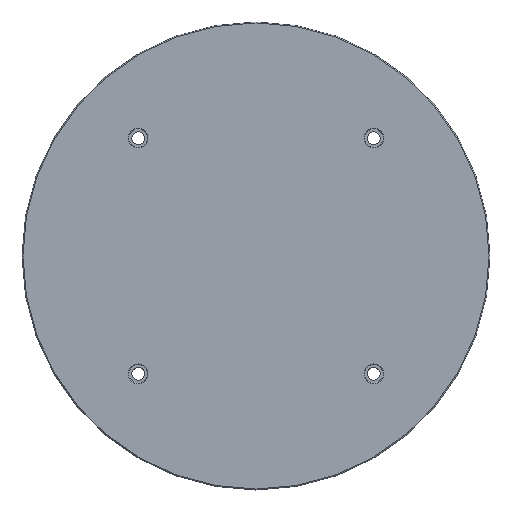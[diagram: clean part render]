
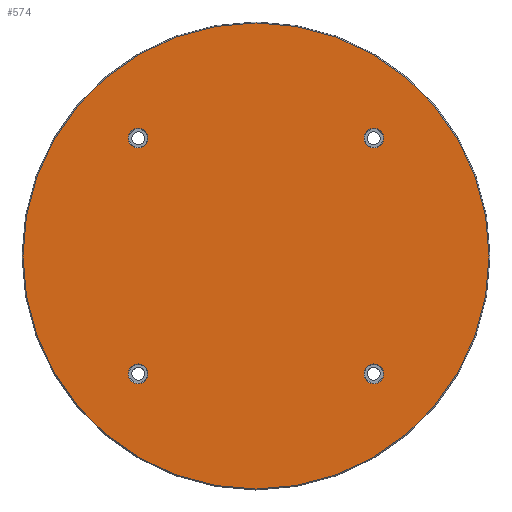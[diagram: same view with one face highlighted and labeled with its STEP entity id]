
A CAD part, top view. The second image highlights one B-rep face of the part: STEP entity #574.
In plain terms, the highlighted planar face has unit normal (0, 0, 1).
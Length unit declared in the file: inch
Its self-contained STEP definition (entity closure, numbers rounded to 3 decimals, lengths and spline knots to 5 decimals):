
#1 = EDGE_LOOP ( 'NONE', ( #32, #554 ) ) ;
#4 = EDGE_CURVE ( 'NONE', #913, #218, #5, .T. ) ;
#5 = CIRCLE ( 'NONE', #410, 0.41339 ) ;
#18 = CARTESIAN_POINT ( 'NONE',  ( 4.96, 4.96, 0.98425 ) ) ;
#21 = VERTEX_POINT ( 'NONE', #764 ) ;
#32 = ORIENTED_EDGE ( 'NONE', *, *, #865, .F. ) ;
#49 = CARTESIAN_POINT ( 'NONE',  ( 4.96, -4.96, 0.98425 ) ) ;
#52 = FACE_BOUND ( 'NONE', #370, .T. ) ;
#66 = AXIS2_PLACEMENT_3D ( 'NONE', #79, #146, #553 ) ;
#67 = AXIS2_PLACEMENT_3D ( 'NONE', #305, #399, #649 ) ;
#69 = DIRECTION ( 'NONE',  ( 1., 0., 0. ) ) ;
#79 = CARTESIAN_POINT ( 'NONE',  ( 4.96, -4.96, 0.98425 ) ) ;
#103 = CIRCLE ( 'NONE', #67, 0.41339 ) ;
#108 = EDGE_LOOP ( 'NONE', ( #206, #469 ) ) ;
#119 = AXIS2_PLACEMENT_3D ( 'NONE', #423, #1007, #343 ) ;
#125 = CARTESIAN_POINT ( 'NONE',  ( 0., 0., 0.98425 ) ) ;
#127 = VERTEX_POINT ( 'NONE', #538 ) ;
#130 = EDGE_CURVE ( 'NONE', #671, #924, #189, .T. ) ;
#146 = DIRECTION ( 'NONE',  ( 0., 0., 1. ) ) ;
#152 = ORIENTED_EDGE ( 'NONE', *, *, #284, .F. ) ;
#174 = DIRECTION ( 'NONE',  ( 0., 0., 1. ) ) ;
#188 = DIRECTION ( 'NONE',  ( 1., 0., 0. ) ) ;
#189 = CIRCLE ( 'NONE', #652, 0.41339 ) ;
#204 = FACE_BOUND ( 'NONE', #108, .T. ) ;
#206 = ORIENTED_EDGE ( 'NONE', *, *, #489, .F. ) ;
#218 = VERTEX_POINT ( 'NONE', #906 ) ;
#222 = EDGE_CURVE ( 'NONE', #743, #127, #339, .T. ) ;
#226 = CARTESIAN_POINT ( 'NONE',  ( 0., 0., 0.98425 ) ) ;
#245 = CARTESIAN_POINT ( 'NONE',  ( 9.81063, 0., 0.98425 ) ) ;
#275 = EDGE_LOOP ( 'NONE', ( #152, #874 ) ) ;
#284 = EDGE_CURVE ( 'NONE', #924, #671, #425, .T. ) ;
#289 = FACE_BOUND ( 'NONE', #1, .T. ) ;
#298 = CARTESIAN_POINT ( 'NONE',  ( 5.37339, 4.96, 0.98425 ) ) ;
#299 = CIRCLE ( 'NONE', #457, 0.41339 ) ;
#305 = CARTESIAN_POINT ( 'NONE',  ( -4.96, -4.96, 0.98425 ) ) ;
#307 = DIRECTION ( 'NONE',  ( 0., 0., 1. ) ) ;
#315 = DIRECTION ( 'NONE',  ( 1., 0., 0. ) ) ;
#327 = CARTESIAN_POINT ( 'NONE',  ( -4.96, -4.96, 0.98425 ) ) ;
#339 = CIRCLE ( 'NONE', #493, 9.81063 ) ;
#343 = DIRECTION ( 'NONE',  ( 1., 0., 0. ) ) ;
#370 = EDGE_LOOP ( 'NONE', ( #663, #923 ) ) ;
#373 = AXIS2_PLACEMENT_3D ( 'NONE', #125, #453, #380 ) ;
#380 = DIRECTION ( 'NONE',  ( 1., 0., 0. ) ) ;
#399 = DIRECTION ( 'NONE',  ( 0., 0., 1. ) ) ;
#400 = AXIS2_PLACEMENT_3D ( 'NONE', #822, #750, #585 ) ;
#410 = AXIS2_PLACEMENT_3D ( 'NONE', #327, #174, #912 ) ;
#423 = CARTESIAN_POINT ( 'NONE',  ( -4.96, 4.96, 0.98425 ) ) ;
#425 = CIRCLE ( 'NONE', #66, 0.41339 ) ;
#437 = CIRCLE ( 'NONE', #400, 9.81063 ) ;
#453 = DIRECTION ( 'NONE',  ( 0., 0., 1. ) ) ;
#457 = AXIS2_PLACEMENT_3D ( 'NONE', #525, #520, #776 ) ;
#469 = ORIENTED_EDGE ( 'NONE', *, *, #990, .F. ) ;
#481 = ORIENTED_EDGE ( 'NONE', *, *, #864, .T. ) ;
#487 = DIRECTION ( 'NONE',  ( 0., 0., 1. ) ) ;
#489 = EDGE_CURVE ( 'NONE', #644, #21, #580, .T. ) ;
#493 = AXIS2_PLACEMENT_3D ( 'NONE', #226, #307, #315 ) ;
#520 = DIRECTION ( 'NONE',  ( 0., 0., 1. ) ) ;
#525 = CARTESIAN_POINT ( 'NONE',  ( -4.96, 4.96, 0.98425 ) ) ;
#538 = CARTESIAN_POINT ( 'NONE',  ( -9.81063, 0., 0.98425 ) ) ;
#540 = AXIS2_PLACEMENT_3D ( 'NONE', #18, #921, #188 ) ;
#545 = CARTESIAN_POINT ( 'NONE',  ( -4.54661, 4.96, 0.98425 ) ) ;
#547 = EDGE_LOOP ( 'NONE', ( #481, #968 ) ) ;
#553 = DIRECTION ( 'NONE',  ( 1., 0., 0. ) ) ;
#554 = ORIENTED_EDGE ( 'NONE', *, *, #767, .F. ) ;
#574 = ADVANCED_FACE ( 'NONE', ( #615, #204, #793, #289, #52 ), #630, .T. ) ;
#580 = CIRCLE ( 'NONE', #119, 0.41339 ) ;
#585 = DIRECTION ( 'NONE',  ( 1., 0., 0. ) ) ;
#588 = VERTEX_POINT ( 'NONE', #298 ) ;
#611 = DIRECTION ( 'NONE',  ( 1., 0., 0. ) ) ;
#615 = FACE_OUTER_BOUND ( 'NONE', #547, .T. ) ;
#630 = PLANE ( 'NONE',  #373 ) ;
#644 = VERTEX_POINT ( 'NONE', #545 ) ;
#649 = DIRECTION ( 'NONE',  ( 1., 0., 0. ) ) ;
#652 = AXIS2_PLACEMENT_3D ( 'NONE', #49, #873, #611 ) ;
#657 = CARTESIAN_POINT ( 'NONE',  ( 4.54661, -4.96, 0.98425 ) ) ;
#663 = ORIENTED_EDGE ( 'NONE', *, *, #4, .F. ) ;
#671 = VERTEX_POINT ( 'NONE', #657 ) ;
#701 = EDGE_CURVE ( 'NONE', #218, #913, #103, .T. ) ;
#743 = VERTEX_POINT ( 'NONE', #245 ) ;
#750 = DIRECTION ( 'NONE',  ( 0., 0., 1. ) ) ;
#764 = CARTESIAN_POINT ( 'NONE',  ( -5.37339, 4.96, 0.98425 ) ) ;
#767 = EDGE_CURVE ( 'NONE', #837, #588, #1018, .T. ) ;
#776 = DIRECTION ( 'NONE',  ( 1., 0., 0. ) ) ;
#793 = FACE_BOUND ( 'NONE', #275, .T. ) ;
#822 = CARTESIAN_POINT ( 'NONE',  ( 0., 0., 0.98425 ) ) ;
#835 = CARTESIAN_POINT ( 'NONE',  ( 5.37339, -4.96, 0.98425 ) ) ;
#837 = VERTEX_POINT ( 'NONE', #915 ) ;
#839 = CARTESIAN_POINT ( 'NONE',  ( -4.54661, -4.96, 0.98425 ) ) ;
#864 = EDGE_CURVE ( 'NONE', #127, #743, #437, .T. ) ;
#865 = EDGE_CURVE ( 'NONE', #588, #837, #1012, .T. ) ;
#873 = DIRECTION ( 'NONE',  ( 0., 0., 1. ) ) ;
#874 = ORIENTED_EDGE ( 'NONE', *, *, #130, .F. ) ;
#881 = AXIS2_PLACEMENT_3D ( 'NONE', #974, #487, #69 ) ;
#906 = CARTESIAN_POINT ( 'NONE',  ( -5.37339, -4.96, 0.98425 ) ) ;
#912 = DIRECTION ( 'NONE',  ( 1., 0., 0. ) ) ;
#913 = VERTEX_POINT ( 'NONE', #839 ) ;
#915 = CARTESIAN_POINT ( 'NONE',  ( 4.54661, 4.96, 0.98425 ) ) ;
#921 = DIRECTION ( 'NONE',  ( 0., 0., 1. ) ) ;
#923 = ORIENTED_EDGE ( 'NONE', *, *, #701, .F. ) ;
#924 = VERTEX_POINT ( 'NONE', #835 ) ;
#968 = ORIENTED_EDGE ( 'NONE', *, *, #222, .T. ) ;
#974 = CARTESIAN_POINT ( 'NONE',  ( 4.96, 4.96, 0.98425 ) ) ;
#990 = EDGE_CURVE ( 'NONE', #21, #644, #299, .T. ) ;
#1007 = DIRECTION ( 'NONE',  ( 0., 0., 1. ) ) ;
#1012 = CIRCLE ( 'NONE', #540, 0.41339 ) ;
#1018 = CIRCLE ( 'NONE', #881, 0.41339 ) ;
